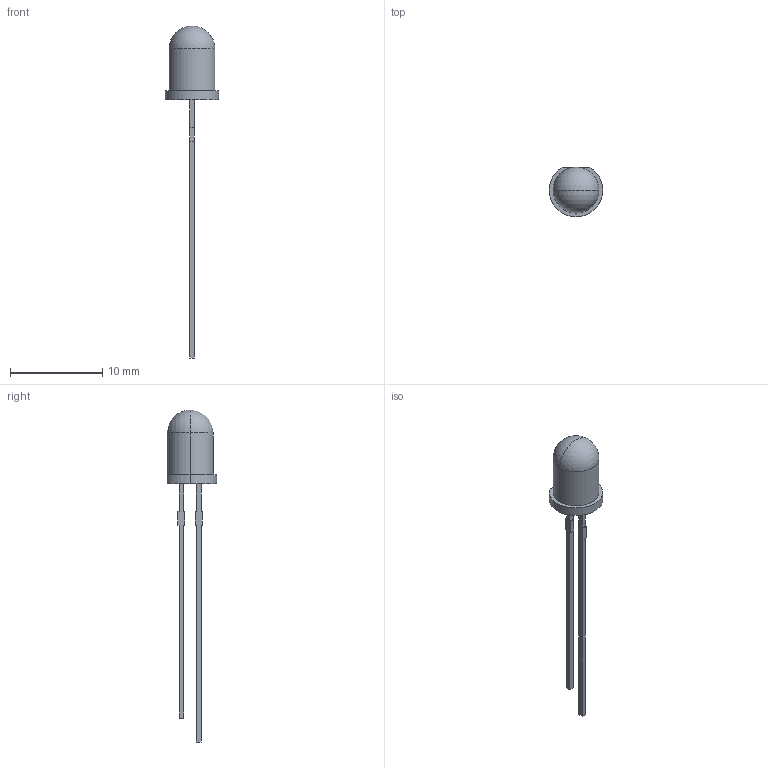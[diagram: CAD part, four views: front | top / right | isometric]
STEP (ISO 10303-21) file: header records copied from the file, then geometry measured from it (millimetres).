
FILE_DESCRIPTION (( 'STEP AP214' ), '1' );
FILE_NAME ('SW3dPS-ledverm5mm.STEP', '2009-07-03T09:59:35', ( 'SysAdmin' ), ( 'SolidWorks' ), 'SwSTEP 2.0', 'SolidWorks 2009', '' );
FILE_SCHEMA (( 'AUTOMOTIVE_DESIGN' ));
Length unit declared in the file: millimetre
Products named in the file (1): SW3dPS-ledverm5mm
Bounding box: 5.8 x 5.39 x 36 mm (x, y, z)
Volume: 159.5 mm3; surface area: 307 mm2
Topology: 2 solids, 2 shells, 37 faces, 96 edges, 63 vertices
Faces by surface type: plane 30, cylinder 5, sphere 2
Entity records: 1243 total; most frequent: CARTESIAN_POINT 191, ORIENTED_EDGE 184, DIRECTION 180, EDGE_CURVE 92, LINE 80, VECTOR 80, VERTEX_POINT 61, AXIS2_PLACEMENT_3D 50
